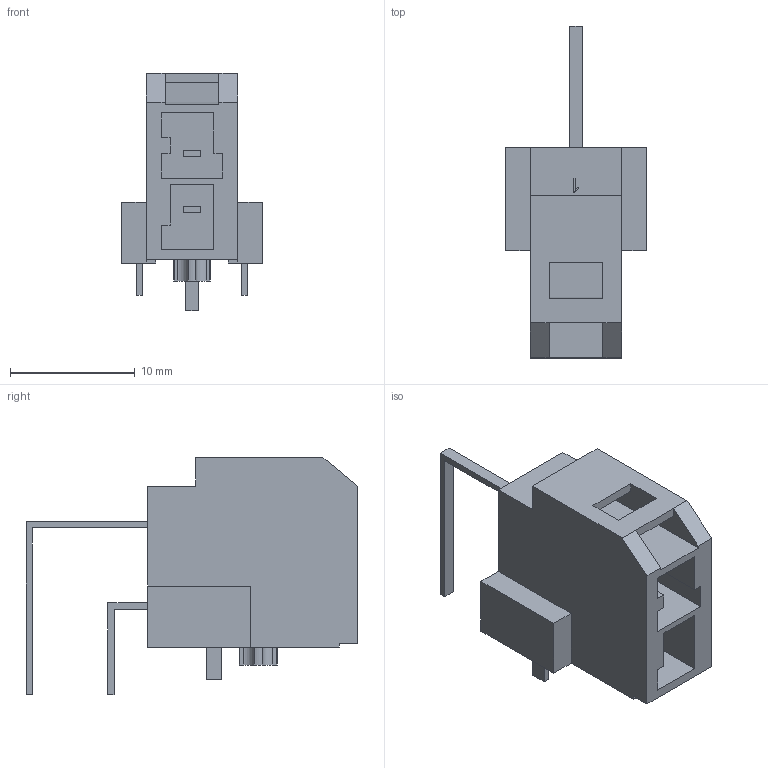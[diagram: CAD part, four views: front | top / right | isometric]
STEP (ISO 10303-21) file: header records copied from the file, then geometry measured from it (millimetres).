
FILE_DESCRIPTION((''),'2;1');
FILE_NAME('2035551222','2019-05-17T',('gga'),(''),'PRO/ENGINEER BY PARAMETRIC TECHNOLOGY CORPORATION, 2016010','PRO/ENGINEER BY PARAMETRIC TECHNOLOGY CORPORATION, 2016010','');
FILE_SCHEMA(('CONFIG_CONTROL_DESIGN'));
Length unit declared in the file: millimetre
Products named in the file (1): 2035551222
Bounding box: 11.27 x 26.6 x 19.01 mm (x, y, z)
Volume: 1607.2 mm3; surface area: 1561.3 mm2
Topology: 1 solids, 1 shells, 110 faces, 306 edges, 207 vertices
Faces by surface type: plane 100, cylinder 8, extrusion 2
Entity records: 3544 total; most frequent: CARTESIAN_POINT 651, ORIENTED_EDGE 592, DIRECTION 549, EDGE_CURVE 296, VECTOR 277, LINE 275, VERTEX_POINT 197, AXIS2_PLACEMENT_3D 136
